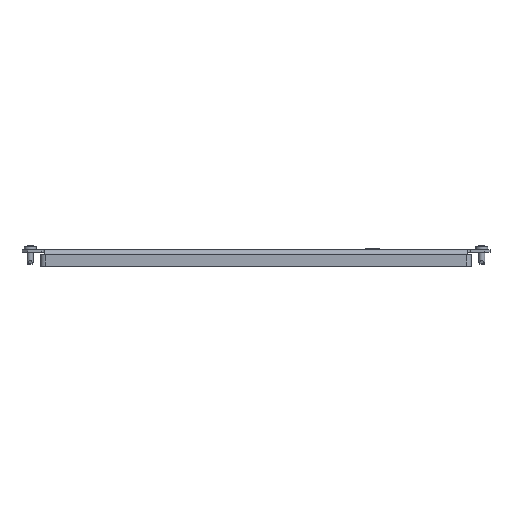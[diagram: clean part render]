
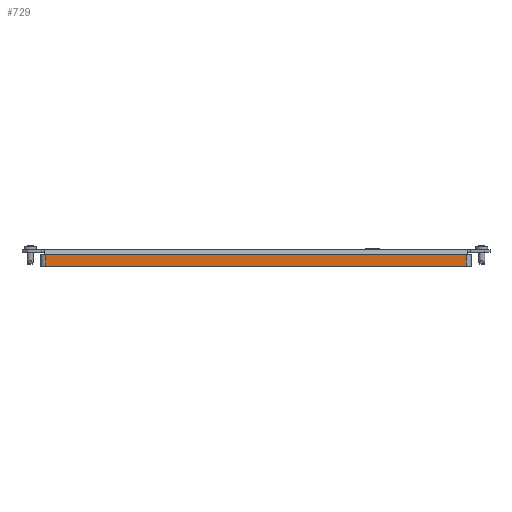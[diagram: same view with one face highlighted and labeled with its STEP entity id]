
A CAD part, top view. The second image highlights one B-rep face of the part: STEP entity #729.
In plain terms, the highlighted face is planar.
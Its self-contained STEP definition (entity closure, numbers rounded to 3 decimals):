
#52 = VECTOR ( 'NONE', #5110, 1000. ) ;
#195 = VECTOR ( 'NONE', #2227, 1000. ) ;
#637 = LINE ( 'NONE', #5106, #2827 ) ;
#665 = VERTEX_POINT ( 'NONE', #1949 ) ;
#729 = ADVANCED_FACE ( 'NONE', ( #4203 ), #2891, .T. ) ;
#803 = CARTESIAN_POINT ( 'NONE',  ( -5., -3., -179. ) ) ;
#1024 = VERTEX_POINT ( 'NONE', #3744 ) ;
#1042 = CARTESIAN_POINT ( 'NONE',  ( -5., -3., -179. ) ) ;
#1107 = EDGE_CURVE ( 'NONE', #3646, #1024, #4386, .T. ) ;
#1274 = VERTEX_POINT ( 'NONE', #1042 ) ;
#1777 = ORIENTED_EDGE ( 'NONE', *, *, #3357, .T. ) ;
#1949 = CARTESIAN_POINT ( 'NONE',  ( -5., -3., 179. ) ) ;
#2085 = DIRECTION ( 'NONE',  ( 0., -1., 0. ) ) ;
#2169 = ORIENTED_EDGE ( 'NONE', *, *, #2734, .F. ) ;
#2212 = DIRECTION ( 'NONE',  ( 0., 0., 1. ) ) ;
#2227 = DIRECTION ( 'NONE',  ( 0., 0., 1. ) ) ;
#2327 = CARTESIAN_POINT ( 'NONE',  ( -5., -3., -179. ) ) ;
#2370 = CARTESIAN_POINT ( 'NONE',  ( -5., -3., 179. ) ) ;
#2734 = EDGE_CURVE ( 'NONE', #665, #1024, #4895, .T. ) ;
#2827 = VECTOR ( 'NONE', #2212, 1000. ) ;
#2891 = PLANE ( 'NONE',  #3820 ) ;
#3357 = EDGE_CURVE ( 'NONE', #1274, #3646, #3861, .T. ) ;
#3452 = ORIENTED_EDGE ( 'NONE', *, *, #1107, .T. ) ;
#3646 = VERTEX_POINT ( 'NONE', #3765 ) ;
#3744 = CARTESIAN_POINT ( 'NONE',  ( 5., -3., 179. ) ) ;
#3765 = CARTESIAN_POINT ( 'NONE',  ( 5., -3., -179. ) ) ;
#3819 = EDGE_LOOP ( 'NONE', ( #2169, #5173, #1777, #3452 ) ) ;
#3820 = AXIS2_PLACEMENT_3D ( 'NONE', #803, #2085, #4955 ) ;
#3861 = LINE ( 'NONE', #2327, #52 ) ;
#3872 = EDGE_CURVE ( 'NONE', #1274, #665, #637, .T. ) ;
#3894 = CARTESIAN_POINT ( 'NONE',  ( 5., -3., -179. ) ) ;
#4203 = FACE_OUTER_BOUND ( 'NONE', #3819, .T. ) ;
#4386 = LINE ( 'NONE', #3894, #195 ) ;
#4895 = LINE ( 'NONE', #2370, #4956 ) ;
#4955 = DIRECTION ( 'NONE',  ( 1., 0., 0. ) ) ;
#4956 = VECTOR ( 'NONE', #5222, 1000. ) ;
#5106 = CARTESIAN_POINT ( 'NONE',  ( -5., -3., -179. ) ) ;
#5110 = DIRECTION ( 'NONE',  ( 1., 0., 0. ) ) ;
#5173 = ORIENTED_EDGE ( 'NONE', *, *, #3872, .F. ) ;
#5222 = DIRECTION ( 'NONE',  ( 1., 0., 0. ) ) ;
